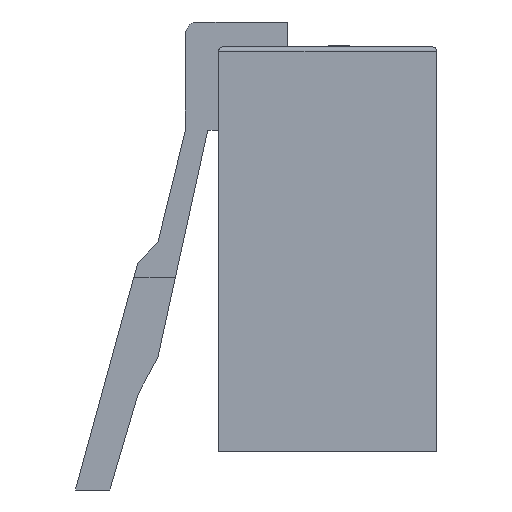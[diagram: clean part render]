
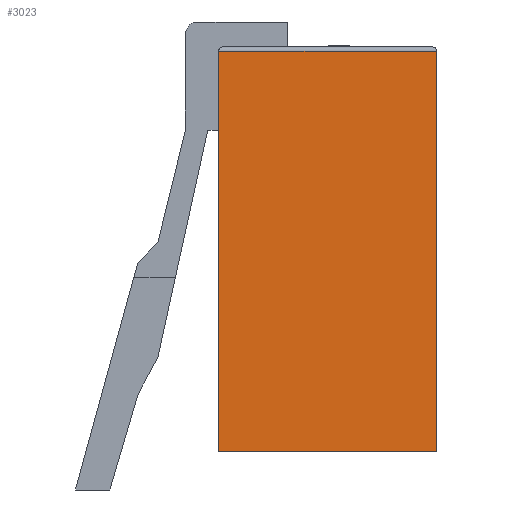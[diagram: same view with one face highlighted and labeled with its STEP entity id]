
A CAD part, left-side view. The second image highlights one B-rep face of the part: STEP entity #3023.
In plain terms, the highlighted planar face has unit normal (-1, 0, 0).
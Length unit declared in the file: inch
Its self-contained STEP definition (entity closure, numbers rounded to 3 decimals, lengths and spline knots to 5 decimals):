
#2237 = CARTESIAN_POINT ( 'NONE',  ( -0.1895, 0.131, -0.243 ) ) ;
#2238 = DIRECTION ( 'NONE',  ( 0., 0., -1. ) ) ;
#2239 = VECTOR ( 'NONE', #2238, 39.37008 ) ;
#2240 = CARTESIAN_POINT ( 'NONE',  ( -0.1895, 0.131, 0.243 ) ) ;
#2241 = LINE ( 'NONE', #2240, #2239 ) ;
#2242 = CARTESIAN_POINT ( 'NONE',  ( -0.1895, 0.131, 0.238 ) ) ;
#2975 = EDGE_CURVE ( 'NONE', #3615, #3618, #5149, .T. ) ;
#2982 = EDGE_LOOP ( 'NONE', ( #3028, #3024, #3027, #3029 ) ) ;
#3023 = ADVANCED_FACE ( 'NONE', ( #5217 ), #5215, .F. ) ;
#3024 = ORIENTED_EDGE ( 'NONE', *, *, #3524, .T. ) ;
#3027 = ORIENTED_EDGE ( 'NONE', *, *, #4409, .T. ) ;
#3028 = ORIENTED_EDGE ( 'NONE', *, *, #2975, .F. ) ;
#3029 = ORIENTED_EDGE ( 'NONE', *, *, #3034, .T. ) ;
#3034 = EDGE_CURVE ( 'NONE', #4411, #3618, #5267, .T. ) ;
#3524 = EDGE_CURVE ( 'NONE', #3615, #4408, #6014, .T. ) ;
#3615 = VERTEX_POINT ( 'NONE', #6145 ) ;
#3618 = VERTEX_POINT ( 'NONE', #6143 ) ;
#4408 = VERTEX_POINT ( 'NONE', #2242 ) ;
#4409 = EDGE_CURVE ( 'NONE', #4408, #4411, #2241, .T. ) ;
#4411 = VERTEX_POINT ( 'NONE', #2237 ) ;
#5148 = CARTESIAN_POINT ( 'NONE',  ( -0.1895, -0.131, 0.243 ) ) ;
#5149 = LINE ( 'NONE', #5148, #5210 ) ;
#5209 = DIRECTION ( 'NONE',  ( 0., 0., -1. ) ) ;
#5210 = VECTOR ( 'NONE', #5209, 39.37008 ) ;
#5211 = DIRECTION ( 'NONE',  ( 0., 1., 0. ) ) ;
#5212 = DIRECTION ( 'NONE',  ( 1., 0., 0. ) ) ;
#5213 = CARTESIAN_POINT ( 'NONE',  ( -0.1895, 0.131, 0.243 ) ) ;
#5214 = AXIS2_PLACEMENT_3D ( 'NONE', #5213, #5212, #5211 ) ;
#5215 = PLANE ( 'NONE',  #5214 ) ;
#5217 = FACE_OUTER_BOUND ( 'NONE', #2982, .T. ) ;
#5264 = DIRECTION ( 'NONE',  ( 0., -1., 0. ) ) ;
#5265 = VECTOR ( 'NONE', #5264, 39.37008 ) ;
#5266 = CARTESIAN_POINT ( 'NONE',  ( -0.1895, 0.131, -0.243 ) ) ;
#5267 = LINE ( 'NONE', #5266, #5265 ) ;
#6011 = DIRECTION ( 'NONE',  ( 0., 1., 0. ) ) ;
#6012 = VECTOR ( 'NONE', #6011, 39.37008 ) ;
#6013 = CARTESIAN_POINT ( 'NONE',  ( -0.1895, 0.131, 0.238 ) ) ;
#6014 = LINE ( 'NONE', #6013, #6012 ) ;
#6143 = CARTESIAN_POINT ( 'NONE',  ( -0.1895, -0.131, -0.243 ) ) ;
#6145 = CARTESIAN_POINT ( 'NONE',  ( -0.1895, -0.131, 0.238 ) ) ;
